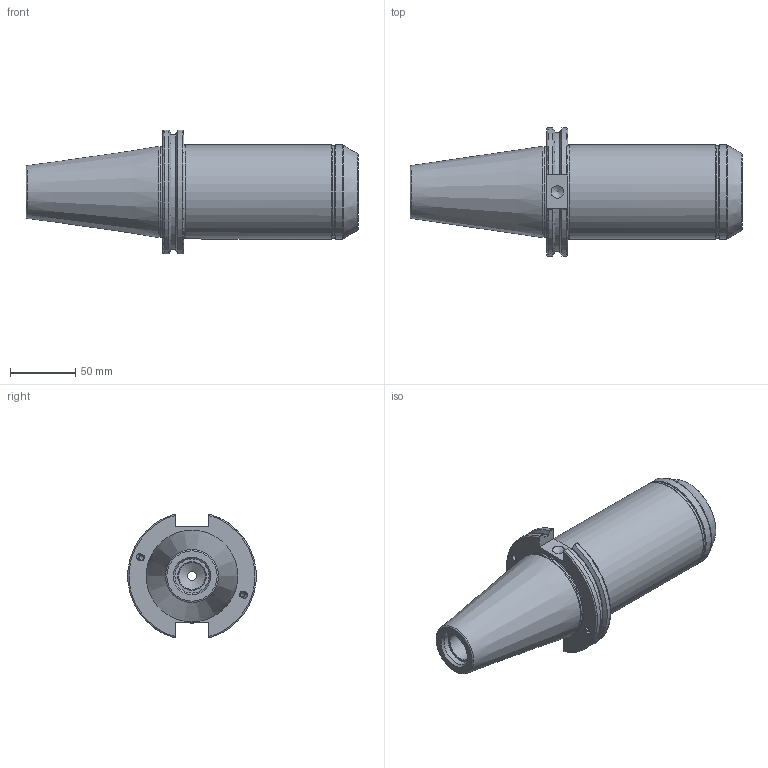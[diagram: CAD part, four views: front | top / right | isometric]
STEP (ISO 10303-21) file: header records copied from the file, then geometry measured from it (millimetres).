
FILE_DESCRIPTION(/* description */ (''),/* implementation_level */ '2;1');
FILE_NAME(/* name */ 'WL030PE.stp',/* time_stamp */ '2022-10-21T11:24:06+09:00',/* author */ ('KKK'),/* organization */ (''),/* preprocessor_version */ 'ST-DEVELOPER v18.1',/* originating_system */ 'Autodesk Inventor 2022',/* authorisation */ '');
FILE_SCHEMA (('AUTOMOTIVE_DESIGN { 1 0 10303 214 3 1 1 }'));
Length unit declared in the file: millimetre
Products named in the file (1): CAT50
Bounding box: 254 x 98.06 x 94.69 mm (x, y, z)
Volume: 785898.4 mm3; surface area: 84609.6 mm2
Topology: 1 solids, 1 shells, 89 faces, 236 edges, 153 vertices
Faces by surface type: cylinder 31, plane 29, cone 16, torus 13
Full cylindrical faces by diameter (mm): 4.134 x8, 5 x4, 6.917 x1, 9.525 x1, 14 x1, 20.5 x1, 21.971 x1, 26.2 x1, 31.75 x1, 32.55 x1, 69.25 x1, 71 x1, 72 x2
Entity records: 2992 total; most frequent: CARTESIAN_POINT 717, DIRECTION 485, ORIENTED_EDGE 466, EDGE_CURVE 233, AXIS2_PLACEMENT_3D 201, VERTEX_POINT 153, EDGE_LOOP 106, CIRCLE 91
